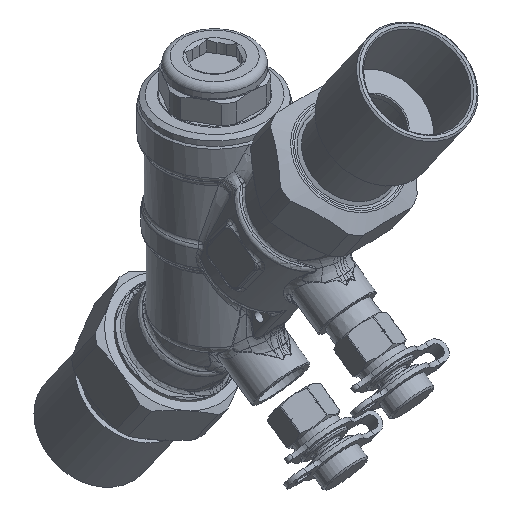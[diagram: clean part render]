
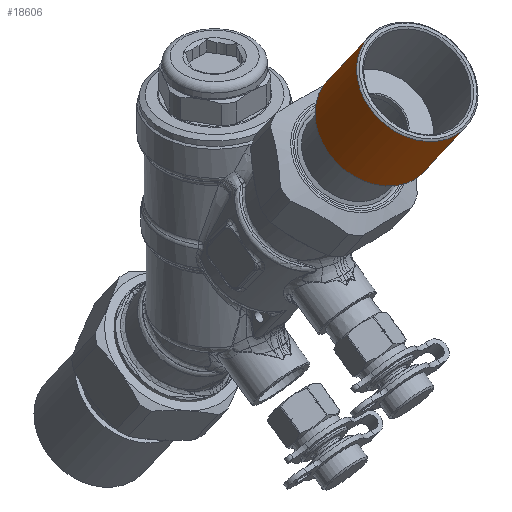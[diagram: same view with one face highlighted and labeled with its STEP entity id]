
A CAD part, isometric view. The second image highlights one B-rep face of the part: STEP entity #18606.
In plain terms, the highlighted cylindrical face has radius 16.25 mm (diameter 32.5 mm), a full revolution.
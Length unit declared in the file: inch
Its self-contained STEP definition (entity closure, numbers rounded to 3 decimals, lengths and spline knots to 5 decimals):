
#3639=FACE_OUTER_BOUND('',#4820,.T.);
#4820=EDGE_LOOP('',(#16120,#16121,#16122,#16123,#16124));
#5649=CIRCLE('',#19988,0.63976);
#5650=CIRCLE('',#19989,0.63976);
#5651=CIRCLE('',#19991,0.63976);
#6043=LINE('',#139478,#6433);
#6433=VECTOR('',#23087,0.63976);
#8043=VERTEX_POINT('',#139470);
#8044=VERTEX_POINT('',#139471);
#8045=VERTEX_POINT('',#139476);
#10736=EDGE_CURVE('',#8043,#8044,#5649,.T.);
#10737=EDGE_CURVE('',#8044,#8043,#5650,.T.);
#10739=EDGE_CURVE('',#8045,#8045,#5651,.T.);
#10740=EDGE_CURVE('',#8045,#8044,#6043,.T.);
#16120=ORIENTED_EDGE('',*,*,#10739,.F.);
#16121=ORIENTED_EDGE('',*,*,#10740,.T.);
#16122=ORIENTED_EDGE('',*,*,#10736,.F.);
#16123=ORIENTED_EDGE('',*,*,#10737,.F.);
#16124=ORIENTED_EDGE('',*,*,#10740,.F.);
#16339=CYLINDRICAL_SURFACE('',#19990,0.63976);
#18606=ADVANCED_FACE('',(#3639),#16339,.T.);
#19988=AXIS2_PLACEMENT_3D('',#139472,#23078,#23079);
#19989=AXIS2_PLACEMENT_3D('',#139473,#23080,#23081);
#19990=AXIS2_PLACEMENT_3D('',#139475,#23083,#23084);
#19991=AXIS2_PLACEMENT_3D('',#139477,#23085,#23086);
#23078=DIRECTION('center_axis',(0.,-0.574,
0.819));
#23079=DIRECTION('ref_axis',(-1.,0.,0.));
#23080=DIRECTION('center_axis',(0.,-0.574,
0.819));
#23081=DIRECTION('ref_axis',(-1.,0.,0.));
#23083=DIRECTION('center_axis',(0.,0.574,
-0.819));
#23084=DIRECTION('ref_axis',(1.,0.,0.));
#23085=DIRECTION('center_axis',(0.,0.574,
-0.819));
#23086=DIRECTION('ref_axis',(1.,0.,0.));
#23087=DIRECTION('',(0.,-0.574,0.819));
#139470=CARTESIAN_POINT('',(0.63976,-2.75788,1.53889));
#139471=CARTESIAN_POINT('',(-0.63976,-2.75788,1.53889));
#139472=CARTESIAN_POINT('Origin',(0.,-2.75788,
1.53889));
#139473=CARTESIAN_POINT('Origin',(0.,-2.75788,
1.53889));
#139475=CARTESIAN_POINT('Origin',(0.,-2.48148,
1.14416));
#139476=CARTESIAN_POINT('',(-0.63976,-2.1938,0.7333));
#139477=CARTESIAN_POINT('Origin',(0.,-2.1938,
0.7333));
#139478=CARTESIAN_POINT('',(-0.63976,-2.48148,1.14416));
